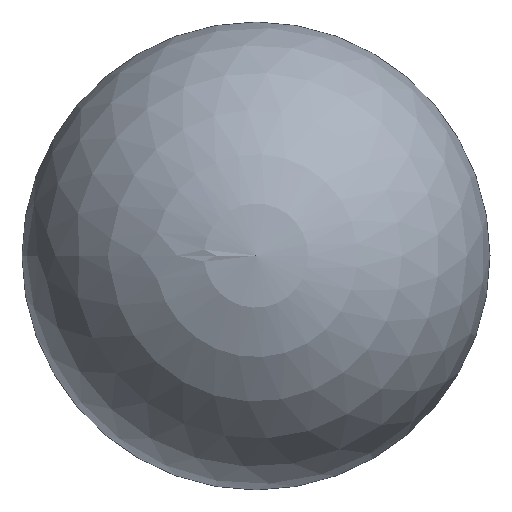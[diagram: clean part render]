
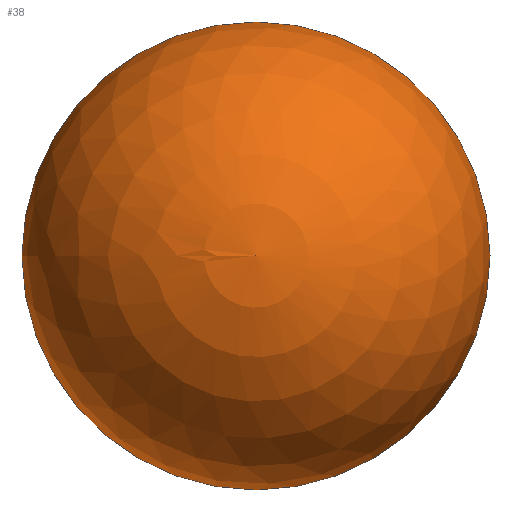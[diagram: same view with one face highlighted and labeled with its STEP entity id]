
A CAD part, top view. The second image highlights one B-rep face of the part: STEP entity #38.
In plain terms, the highlighted spherical face has radius 300 mm.
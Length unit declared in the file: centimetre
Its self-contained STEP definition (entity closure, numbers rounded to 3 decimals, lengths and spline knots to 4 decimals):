
#1 = CIRCLE ( 'NONE', #40, 30. ) ;
#2 = ORIENTED_EDGE ( 'NONE', *, *, #25, .T. ) ;
#3 = DIRECTION ( 'NONE',  ( 0., 0., 1. ) ) ;
#4 = EDGE_CURVE ( 'NONE', #5, #31, #1, .T. ) ;
#5 = VERTEX_POINT ( 'NONE', #35 ) ;
#11 = AXIS2_PLACEMENT_3D ( 'NONE', #52, #13, #75 ) ;
#13 = DIRECTION ( 'NONE',  ( 0., 0., -1. ) ) ;
#14 = CARTESIAN_POINT ( 'NONE',  ( 0., 0., 0. ) ) ;
#21 = CIRCLE ( 'NONE', #65, 30. ) ;
#22 = CARTESIAN_POINT ( 'NONE',  ( 0., 0., 0. ) ) ;
#25 = EDGE_CURVE ( 'NONE', #5, #31, #21, .T. ) ;
#31 = VERTEX_POINT ( 'NONE', #33 ) ;
#32 = SPHERICAL_SURFACE ( 'NONE', #11, 30. ) ;
#33 = CARTESIAN_POINT ( 'NONE',  ( 0., -30., 0. ) ) ;
#35 = CARTESIAN_POINT ( 'NONE',  ( 0., 30., 0. ) ) ;
#36 = DIRECTION ( 'NONE',  ( 1., 0., 0. ) ) ;
#38 = ADVANCED_FACE ( 'NONE', ( #50 ), #32, .T. ) ;
#40 = AXIS2_PLACEMENT_3D ( 'NONE', #22, #46, #47 ) ;
#46 = DIRECTION ( 'NONE',  ( 0., 0., -1. ) ) ;
#47 = DIRECTION ( 'NONE',  ( -1., 0., 0. ) ) ;
#50 = FACE_OUTER_BOUND ( 'NONE', #63, .T. ) ;
#52 = CARTESIAN_POINT ( 'NONE',  ( 0., 0., 0. ) ) ;
#54 = ORIENTED_EDGE ( 'NONE', *, *, #4, .F. ) ;
#63 = EDGE_LOOP ( 'NONE', ( #54, #2 ) ) ;
#65 = AXIS2_PLACEMENT_3D ( 'NONE', #14, #3, #36 ) ;
#75 = DIRECTION ( 'NONE',  ( -1., 0., 0. ) ) ;
